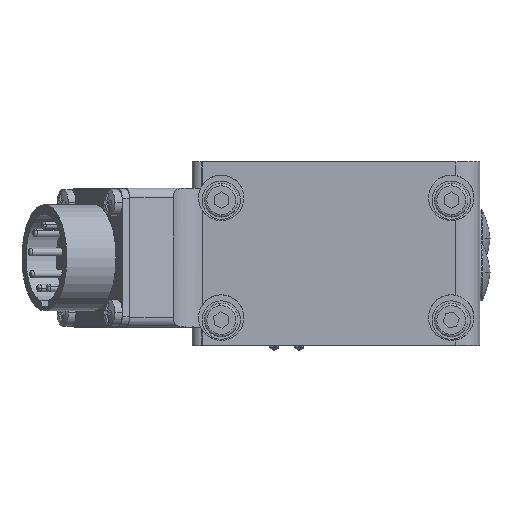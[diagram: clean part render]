
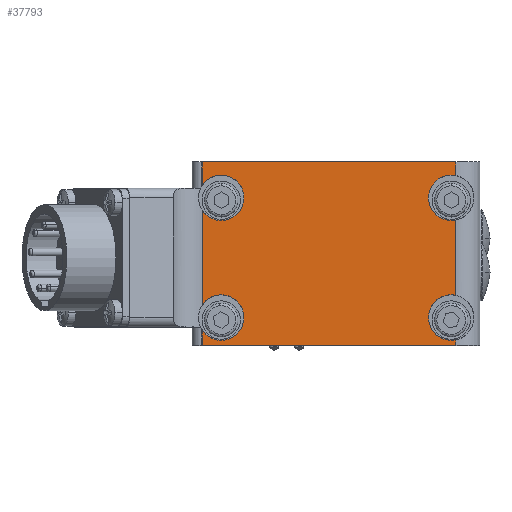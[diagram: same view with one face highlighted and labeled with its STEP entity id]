
A CAD part, top view. The second image highlights one B-rep face of the part: STEP entity #37793.
In plain terms, the highlighted planar face has unit normal (0, 0, 1).
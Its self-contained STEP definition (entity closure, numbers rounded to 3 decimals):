
#433 = EDGE_CURVE ( 'NONE', #37827, #19670, #41883, .T. ) ;
#435 = CIRCLE ( 'NONE', #28811, 4.75 ) ;
#448 = AXIS2_PLACEMENT_3D ( 'NONE', #13097, #36254, #16389 ) ;
#704 = CARTESIAN_POINT ( 'NONE',  ( 50., 19.15, 33. ) ) ;
#904 = DIRECTION ( 'NONE',  ( 0., 0., -1. ) ) ;
#1451 = CARTESIAN_POINT ( 'NONE',  ( 50., -19.15, 33. ) ) ;
#1729 = CARTESIAN_POINT ( 'NONE',  ( -8., -15.912, 33. ) ) ;
#2870 = ORIENTED_EDGE ( 'NONE', *, *, #30559, .T. ) ;
#3019 = CIRCLE ( 'NONE', #11480, 4.75 ) ;
#3182 = CARTESIAN_POINT ( 'NONE',  ( 39.25, -13.35, 33. ) ) ;
#3629 = VECTOR ( 'NONE', #21319, 1000. ) ;
#3890 = CIRCLE ( 'NONE', #37938, 4.75 ) ;
#4014 = DIRECTION ( 'NONE',  ( -1., 0., 0. ) ) ;
#4071 = ORIENTED_EDGE ( 'NONE', *, *, #7299, .T. ) ;
#4567 = CARTESIAN_POINT ( 'NONE',  ( 45., -17.994, 33. ) ) ;
#7024 = ORIENTED_EDGE ( 'NONE', *, *, #16904, .T. ) ;
#7153 = CARTESIAN_POINT ( 'NONE',  ( 45., 19.15, 33. ) ) ;
#7288 = FACE_OUTER_BOUND ( 'NONE', #38681, .T. ) ;
#7299 = EDGE_CURVE ( 'NONE', #24248, #36004, #21164, .T. ) ;
#7339 = EDGE_CURVE ( 'NONE', #11004, #18514, #8236, .T. ) ;
#7971 = CARTESIAN_POINT ( 'NONE',  ( -4., -13.35, 33. ) ) ;
#8016 = ORIENTED_EDGE ( 'NONE', *, *, #12462, .T. ) ;
#8236 = LINE ( 'NONE', #11632, #33588 ) ;
#8289 = VECTOR ( 'NONE', #20067, 1000. ) ;
#8644 = CARTESIAN_POINT ( 'NONE',  ( -8., 19.15, 33. ) ) ;
#8756 = ORIENTED_EDGE ( 'NONE', *, *, #18570, .T. ) ;
#9123 = DIRECTION ( 'NONE',  ( 0., 0., -1. ) ) ;
#10341 = PLANE ( 'NONE',  #22706 ) ;
#11004 = VERTEX_POINT ( 'NONE', #12829 ) ;
#11292 = DIRECTION ( 'NONE',  ( -1., 0., 0. ) ) ;
#11480 = AXIS2_PLACEMENT_3D ( 'NONE', #20649, #904, #23956 ) ;
#11592 = AXIS2_PLACEMENT_3D ( 'NONE', #7971, #31087, #11292 ) ;
#11632 = CARTESIAN_POINT ( 'NONE',  ( -8., 19.15, 33. ) ) ;
#11822 = EDGE_CURVE ( 'NONE', #11004, #19670, #33101, .T. ) ;
#12460 = DIRECTION ( 'NONE',  ( 0., 0., -1. ) ) ;
#12462 = EDGE_CURVE ( 'NONE', #41432, #28862, #435, .T. ) ;
#12772 = ORIENTED_EDGE ( 'NONE', *, *, #38867, .T. ) ;
#12829 = CARTESIAN_POINT ( 'NONE',  ( -8., 19.15, 33. ) ) ;
#12955 = CIRCLE ( 'NONE', #35610, 4.75 ) ;
#13097 = CARTESIAN_POINT ( 'NONE',  ( 44., -13.35, 33. ) ) ;
#13440 = LINE ( 'NONE', #34458, #22206 ) ;
#13497 = CARTESIAN_POINT ( 'NONE',  ( 0.75, 11.65, 33. ) ) ;
#13881 = DIRECTION ( 'NONE',  ( 0., 0., -1. ) ) ;
#13938 = VERTEX_POINT ( 'NONE', #28741 ) ;
#14057 = CARTESIAN_POINT ( 'NONE',  ( 45., 16.294, 33. ) ) ;
#14123 = EDGE_CURVE ( 'NONE', #28862, #13938, #19596, .T. ) ;
#14235 = AXIS2_PLACEMENT_3D ( 'NONE', #28959, #9123, #32269 ) ;
#14619 = VERTEX_POINT ( 'NONE', #13497 ) ;
#14893 = DIRECTION ( 'NONE',  ( 0., 0., -1. ) ) ;
#15044 = CARTESIAN_POINT ( 'NONE',  ( 45., 19.15, 33. ) ) ;
#15411 = DIRECTION ( 'NONE',  ( 0., -1., 0. ) ) ;
#15647 = ORIENTED_EDGE ( 'NONE', *, *, #36953, .T. ) ;
#15664 = VECTOR ( 'NONE', #15411, 1000. ) ;
#15743 = VECTOR ( 'NONE', #42817, 1000. ) ;
#15979 = CIRCLE ( 'NONE', #23053, 4.75 ) ;
#16328 = ORIENTED_EDGE ( 'NONE', *, *, #7339, .T. ) ;
#16389 = DIRECTION ( 'NONE',  ( -1., 0., 0. ) ) ;
#16501 = VECTOR ( 'NONE', #27180, 1000. ) ;
#16904 = EDGE_CURVE ( 'NONE', #19284, #24248, #13440, .T. ) ;
#17180 = ORIENTED_EDGE ( 'NONE', *, *, #36831, .T. ) ;
#17798 = DIRECTION ( 'NONE',  ( 0., -1., 0. ) ) ;
#18244 = DIRECTION ( 'NONE',  ( 0., -1., 0. ) ) ;
#18514 = VERTEX_POINT ( 'NONE', #35447 ) ;
#18570 = EDGE_CURVE ( 'NONE', #24600, #37827, #3890, .T. ) ;
#19254 = CARTESIAN_POINT ( 'NONE',  ( 44., 11.65, 33. ) ) ;
#19284 = VERTEX_POINT ( 'NONE', #1729 ) ;
#19572 = ORIENTED_EDGE ( 'NONE', *, *, #20920, .T. ) ;
#19596 = CIRCLE ( 'NONE', #448, 4.75 ) ;
#19670 = VERTEX_POINT ( 'NONE', #7153 ) ;
#20067 = DIRECTION ( 'NONE',  ( 0., 1., 0. ) ) ;
#20649 = CARTESIAN_POINT ( 'NONE',  ( 44., 11.65, 33. ) ) ;
#20920 = EDGE_CURVE ( 'NONE', #18514, #14619, #37406, .T. ) ;
#21164 = LINE ( 'NONE', #1451, #3629 ) ;
#21319 = DIRECTION ( 'NONE',  ( 1., 0., 0. ) ) ;
#22206 = VECTOR ( 'NONE', #17798, 1000. ) ;
#22226 = ORIENTED_EDGE ( 'NONE', *, *, #34596, .T. ) ;
#22559 = DIRECTION ( 'NONE',  ( -1., 0., 0. ) ) ;
#22574 = ORIENTED_EDGE ( 'NONE', *, *, #23195, .T. ) ;
#22706 = AXIS2_PLACEMENT_3D ( 'NONE', #704, #23760, #4014 ) ;
#23053 = AXIS2_PLACEMENT_3D ( 'NONE', #32284, #12460, #35615 ) ;
#23195 = EDGE_CURVE ( 'NONE', #39821, #36391, #12955, .T. ) ;
#23760 = DIRECTION ( 'NONE',  ( 0., 0., -1. ) ) ;
#23956 = DIRECTION ( 'NONE',  ( -1., 0., 0. ) ) ;
#24248 = VERTEX_POINT ( 'NONE', #32170 ) ;
#24600 = VERTEX_POINT ( 'NONE', #37515 ) ;
#24991 = ORIENTED_EDGE ( 'NONE', *, *, #14123, .T. ) ;
#25858 = LINE ( 'NONE', #39877, #8289 ) ;
#27180 = DIRECTION ( 'NONE',  ( 0., 1., 0. ) ) ;
#28666 = CARTESIAN_POINT ( 'NONE',  ( 0.75, -13.35, 33. ) ) ;
#28741 = CARTESIAN_POINT ( 'NONE',  ( 45., -8.706, 33. ) ) ;
#28811 = AXIS2_PLACEMENT_3D ( 'NONE', #34715, #14893, #38038 ) ;
#28862 = VERTEX_POINT ( 'NONE', #3182 ) ;
#28959 = CARTESIAN_POINT ( 'NONE',  ( -4., 11.65, 33. ) ) ;
#30559 = EDGE_CURVE ( 'NONE', #14619, #42524, #15979, .T. ) ;
#30822 = ORIENTED_EDGE ( 'NONE', *, *, #433, .T. ) ;
#30880 = ORIENTED_EDGE ( 'NONE', *, *, #36631, .T. ) ;
#31087 = DIRECTION ( 'NONE',  ( 0., 0., -1. ) ) ;
#32047 = VECTOR ( 'NONE', #37679, 1000. ) ;
#32170 = CARTESIAN_POINT ( 'NONE',  ( -8., -19.15, 33. ) ) ;
#32269 = DIRECTION ( 'NONE',  ( -1., 0., 0. ) ) ;
#32284 = CARTESIAN_POINT ( 'NONE',  ( -4., 11.65, 33. ) ) ;
#32290 = CIRCLE ( 'NONE', #11592, 4.75 ) ;
#33101 = LINE ( 'NONE', #41011, #32047 ) ;
#33235 = ORIENTED_EDGE ( 'NONE', *, *, #11822, .F. ) ;
#33394 = LINE ( 'NONE', #39490, #15743 ) ;
#33588 = VECTOR ( 'NONE', #18244, 1000. ) ;
#33722 = CARTESIAN_POINT ( 'NONE',  ( -4., -13.35, 33. ) ) ;
#34458 = CARTESIAN_POINT ( 'NONE',  ( -8., 19.15, 33. ) ) ;
#34596 = EDGE_CURVE ( 'NONE', #36004, #41432, #25858, .T. ) ;
#34715 = CARTESIAN_POINT ( 'NONE',  ( 44., -13.35, 33. ) ) ;
#35447 = CARTESIAN_POINT ( 'NONE',  ( -8., 14.212, 33. ) ) ;
#35610 = AXIS2_PLACEMENT_3D ( 'NONE', #33722, #13881, #37041 ) ;
#35615 = DIRECTION ( 'NONE',  ( -1., 0., 0. ) ) ;
#36004 = VERTEX_POINT ( 'NONE', #38296 ) ;
#36254 = DIRECTION ( 'NONE',  ( 0., 0., -1. ) ) ;
#36391 = VERTEX_POINT ( 'NONE', #28666 ) ;
#36631 = EDGE_CURVE ( 'NONE', #13938, #39016, #33394, .T. ) ;
#36831 = EDGE_CURVE ( 'NONE', #36391, #19284, #32290, .T. ) ;
#36953 = EDGE_CURVE ( 'NONE', #42524, #39821, #42095, .T. ) ;
#37017 = CARTESIAN_POINT ( 'NONE',  ( -8., 9.088, 33. ) ) ;
#37041 = DIRECTION ( 'NONE',  ( -1., 0., 0. ) ) ;
#37406 = CIRCLE ( 'NONE', #14235, 4.75 ) ;
#37483 = CARTESIAN_POINT ( 'NONE',  ( -8., -10.788, 33. ) ) ;
#37515 = CARTESIAN_POINT ( 'NONE',  ( 39.25, 11.65, 33. ) ) ;
#37679 = DIRECTION ( 'NONE',  ( 1., 0., 0. ) ) ;
#37793 = ADVANCED_FACE ( 'NONE', ( #7288 ), #10341, .F. ) ;
#37827 = VERTEX_POINT ( 'NONE', #14057 ) ;
#37938 = AXIS2_PLACEMENT_3D ( 'NONE', #19254, #42417, #22559 ) ;
#38038 = DIRECTION ( 'NONE',  ( -1., 0., 0. ) ) ;
#38296 = CARTESIAN_POINT ( 'NONE',  ( 45., -19.15, 33. ) ) ;
#38681 = EDGE_LOOP ( 'NONE', ( #16328, #19572, #2870, #15647, #22574, #17180, #7024, #4071, #22226, #8016, #24991, #30880, #12772, #8756, #30822, #33235 ) ) ;
#38867 = EDGE_CURVE ( 'NONE', #39016, #24600, #3019, .T. ) ;
#39016 = VERTEX_POINT ( 'NONE', #39560 ) ;
#39490 = CARTESIAN_POINT ( 'NONE',  ( 45., 19.15, 33. ) ) ;
#39560 = CARTESIAN_POINT ( 'NONE',  ( 45., 7.006, 33. ) ) ;
#39821 = VERTEX_POINT ( 'NONE', #37483 ) ;
#39877 = CARTESIAN_POINT ( 'NONE',  ( 45., 19.15, 33. ) ) ;
#41011 = CARTESIAN_POINT ( 'NONE',  ( 50., 19.15, 33. ) ) ;
#41432 = VERTEX_POINT ( 'NONE', #4567 ) ;
#41883 = LINE ( 'NONE', #15044, #16501 ) ;
#42095 = LINE ( 'NONE', #8644, #15664 ) ;
#42417 = DIRECTION ( 'NONE',  ( 0., 0., -1. ) ) ;
#42524 = VERTEX_POINT ( 'NONE', #37017 ) ;
#42817 = DIRECTION ( 'NONE',  ( 0., 1., 0. ) ) ;
